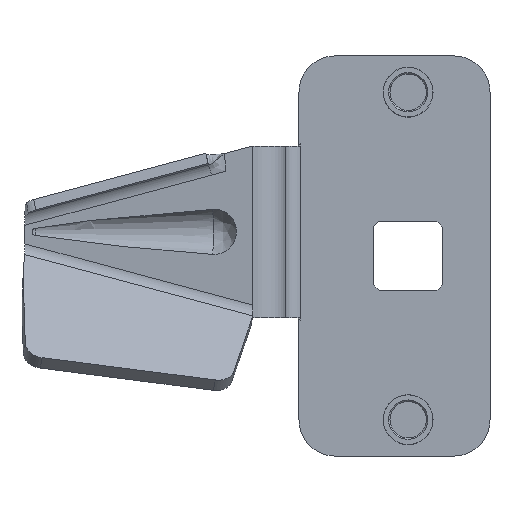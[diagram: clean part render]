
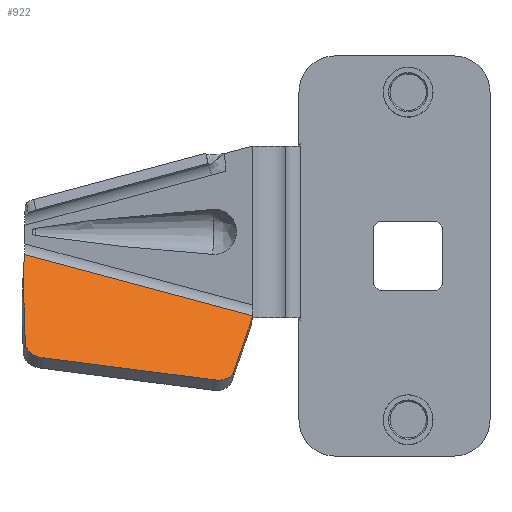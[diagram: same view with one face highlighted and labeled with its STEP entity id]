
A CAD part, top view. The second image highlights one B-rep face of the part: STEP entity #922.
In plain terms, the highlighted planar face has unit normal (0.13, 0.683, 0.719).
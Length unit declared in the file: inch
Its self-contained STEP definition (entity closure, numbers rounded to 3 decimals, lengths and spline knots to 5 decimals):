
#4 = DIRECTION ( 'NONE',  ( -0.963, 0.259, -0.071 ) ) ;
#12 = VERTEX_POINT ( 'NONE', #1801 ) ;
#107 = EDGE_CURVE ( 'NONE', #3308, #1135, #2111, .T. ) ;
#170 = LINE ( 'NONE', #185, #2271 ) ;
#185 = CARTESIAN_POINT ( 'NONE',  ( -2.41898, -0.70058, 0.90037 ) ) ;
#222 = DIRECTION ( 'NONE',  ( -0.023, 0.727, -0.687 ) ) ;
#251 = VERTEX_POINT ( 'NONE', #1337 ) ;
#272 = LINE ( 'NONE', #3228, #2086 ) ;
#348 = CARTESIAN_POINT ( 'NONE',  ( -2.41257, -0.61067, 0.81376 ) ) ;
#461 = DIRECTION ( 'NONE',  ( 0.13, 0.683, 0.719 ) ) ;
#533 = EDGE_CURVE ( 'NONE', #733, #251, #2627, .T. ) ;
#613 = ORIENTED_EDGE ( 'NONE', *, *, #756, .F. ) ;
#688 = VECTOR ( 'NONE', #222, 39.37008 ) ;
#733 = VERTEX_POINT ( 'NONE', #1214 ) ;
#756 = EDGE_CURVE ( 'NONE', #733, #3040, #3139, .T. ) ;
#782 = AXIS2_PLACEMENT_3D ( 'NONE', #348, #2189, #3216 ) ;
#789 = CARTESIAN_POINT ( 'NONE',  ( -1.22511, -0.76315, 0.74335 ) ) ;
#829 = EDGE_CURVE ( 'NONE', #12, #1173, #2849, .T. ) ;
#870 = FACE_OUTER_BOUND ( 'NONE', #952, .T. ) ;
#872 = VECTOR ( 'NONE', #1195, 39.37008 ) ;
#882 = DIRECTION ( 'NONE',  ( 0.235, 0.683, -0.692 ) ) ;
#918 = CARTESIAN_POINT ( 'NONE',  ( -0.9728, -0.41168, 0.36358 ) ) ;
#922 = ADVANCED_FACE ( 'NONE', ( #870 ), #1658, .T. ) ;
#935 = CARTESIAN_POINT ( 'NONE',  ( -2.54125, 0.00973, 0.24749 ) ) ;
#952 = EDGE_LOOP ( 'NONE', ( #3058, #2411, #2789, #613, #2586, #2792, #2287 ) ) ;
#1051 = DIRECTION ( 'NONE',  ( 0., -0.725, 0.689 ) ) ;
#1135 = VERTEX_POINT ( 'NONE', #3143 ) ;
#1173 = VERTEX_POINT ( 'NONE', #3414 ) ;
#1195 = DIRECTION ( 'NONE',  ( -0.051, -0.719, 0.693 ) ) ;
#1214 = CARTESIAN_POINT ( 'NONE',  ( -2.53647, -0.60152, 0.82753 ) ) ;
#1254 = EDGE_CURVE ( 'NONE', #1173, #3308, #272, .T. ) ;
#1335 = AXIS2_PLACEMENT_3D ( 'NONE', #789, #461, #1507 ) ;
#1337 = CARTESIAN_POINT ( 'NONE',  ( -2.41898, -0.70058, 0.90037 ) ) ;
#1357 = EDGE_CURVE ( 'NONE', #251, #12, #170, .T. ) ;
#1507 = DIRECTION ( 'NONE',  ( 0., -0.725, 0.689 ) ) ;
#1658 = PLANE ( 'NONE',  #2113 ) ;
#1725 = LINE ( 'NONE', #935, #872 ) ;
#1801 = CARTESIAN_POINT ( 'NONE',  ( -1.23152, -0.85306, 0.82996 ) ) ;
#1832 = CARTESIAN_POINT ( 'NONE',  ( -0.9728, -0.41168, 0.36358 ) ) ;
#1979 = EDGE_CURVE ( 'NONE', #1135, #3040, #1725, .T. ) ;
#1997 = DIRECTION ( 'NONE',  ( 0.99, -0.127, -0.059 ) ) ;
#2086 = VECTOR ( 'NONE', #882, 39.37008 ) ;
#2111 = LINE ( 'NONE', #1832, #2418 ) ;
#2113 = AXIS2_PLACEMENT_3D ( 'NONE', #3200, #2957, #1051 ) ;
#2189 = DIRECTION ( 'NONE',  ( 0.13, 0.683, 0.719 ) ) ;
#2271 = VECTOR ( 'NONE', #1997, 39.37008 ) ;
#2287 = ORIENTED_EDGE ( 'NONE', *, *, #829, .T. ) ;
#2368 = CARTESIAN_POINT ( 'NONE',  ( -2.55116, -0.12929, 0.38141 ) ) ;
#2411 = ORIENTED_EDGE ( 'NONE', *, *, #107, .T. ) ;
#2418 = VECTOR ( 'NONE', #4, 39.37008 ) ;
#2586 = ORIENTED_EDGE ( 'NONE', *, *, #533, .T. ) ;
#2615 = CARTESIAN_POINT ( 'NONE',  ( -2.53647, -0.60152, 0.82753 ) ) ;
#2627 = CIRCLE ( 'NONE', #782, 0.125 ) ;
#2789 = ORIENTED_EDGE ( 'NONE', *, *, #1979, .T. ) ;
#2792 = ORIENTED_EDGE ( 'NONE', *, *, #1357, .T. ) ;
#2849 = CIRCLE ( 'NONE', #1335, 0.125 ) ;
#2957 = DIRECTION ( 'NONE',  ( 0.13, 0.683, 0.719 ) ) ;
#3040 = VERTEX_POINT ( 'NONE', #2368 ) ;
#3058 = ORIENTED_EDGE ( 'NONE', *, *, #1254, .T. ) ;
#3139 = LINE ( 'NONE', #2615, #688 ) ;
#3143 = CARTESIAN_POINT ( 'NONE',  ( -2.54125, 0.00973, 0.24749 ) ) ;
#3200 = CARTESIAN_POINT ( 'NONE',  ( -2.54279, 0.07319, 0.18746 ) ) ;
#3216 = DIRECTION ( 'NONE',  ( 0., 0.725, -0.689 ) ) ;
#3228 = CARTESIAN_POINT ( 'NONE',  ( -1.1047, -0.79551, 0.75227 ) ) ;
#3308 = VERTEX_POINT ( 'NONE', #918 ) ;
#3414 = CARTESIAN_POINT ( 'NONE',  ( -1.1047, -0.79551, 0.75227 ) ) ;
